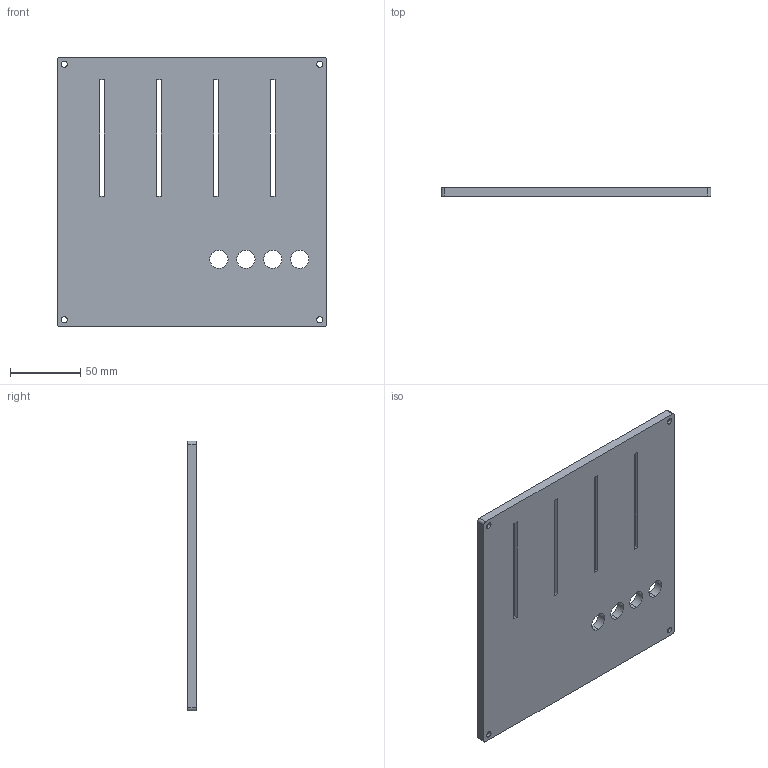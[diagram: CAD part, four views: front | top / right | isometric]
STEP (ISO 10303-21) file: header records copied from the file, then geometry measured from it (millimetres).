
FILE_DESCRIPTION (( 'STEP AP214' ), '1' );
FILE_NAME ('Volume Box Top V2.STEP', '2024-07-25T23:25:48', ( '' ), ( '' ), 'SwSTEP 2.0', 'SolidWorks 2024', '' );
FILE_SCHEMA (( 'AUTOMOTIVE_DESIGN' ));
Length unit declared in the file: inch
Products named in the file (1): Volume Box Top V2
Bounding box: 192.5 x 6.35 x 192.5 mm (x, y, z)
Volume: 215989 mm3; surface area: 79804.3 mm2
Topology: 1 solids, 1 shells, 78 faces, 192 edges, 120 vertices
Faces by surface type: cylinder 44, plane 26, cone 8
Entity records: 2363 total; most frequent: CARTESIAN_POINT 439, DIRECTION 398, ORIENTED_EDGE 384, EDGE_CURVE 192, AXIS2_PLACEMENT_3D 143, VERTEX_POINT 120, VECTOR 112, LINE 112
